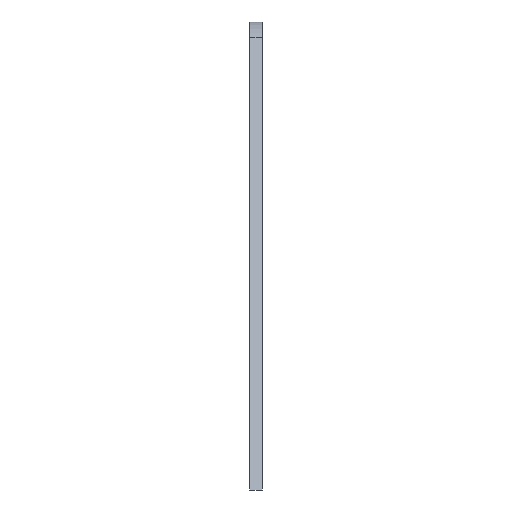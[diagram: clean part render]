
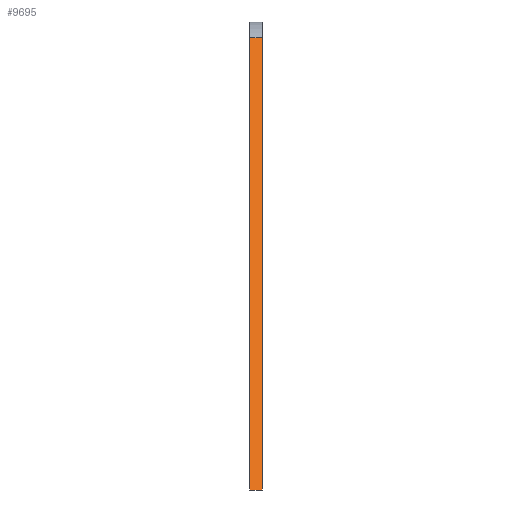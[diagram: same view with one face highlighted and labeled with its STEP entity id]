
A CAD part, left-side view. The second image highlights one B-rep face of the part: STEP entity #9695.
In plain terms, the highlighted planar face has unit normal (-0.816, 0, 0.578).
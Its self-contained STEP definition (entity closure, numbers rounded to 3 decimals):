
#142 = DIRECTION ( 'NONE',  ( 0.578, 0., 0.816 ) ) ;
#192 = DIRECTION ( 'NONE',  ( 0., 1., 0. ) ) ;
#858 = LINE ( 'NONE', #5004, #3759 ) ;
#1853 = EDGE_CURVE ( 'NONE', #11975, #16746, #16589, .T. ) ;
#2616 = CARTESIAN_POINT ( 'NONE',  ( -185.019, 0., 218.797 ) ) ;
#3101 = DIRECTION ( 'NONE',  ( -0.816, 0., 0.578 ) ) ;
#3759 = VECTOR ( 'NONE', #6723, 1000. ) ;
#4131 = ORIENTED_EDGE ( 'NONE', *, *, #12350, .T. ) ;
#4251 = EDGE_CURVE ( 'NONE', #16746, #10137, #14384, .T. ) ;
#5004 = CARTESIAN_POINT ( 'NONE',  ( -262.51, 0., 109.398 ) ) ;
#5642 = VECTOR ( 'NONE', #192, 1000. ) ;
#6216 = CARTESIAN_POINT ( 'NONE',  ( -340., 0., 0. ) ) ;
#6441 = EDGE_CURVE ( 'NONE', #11975, #17785, #858, .T. ) ;
#6503 = VECTOR ( 'NONE', #12957, 1000. ) ;
#6723 = DIRECTION ( 'NONE',  ( 0.578, 0., 0.816 ) ) ;
#7115 = CARTESIAN_POINT ( 'NONE',  ( -262.51, 6., 109.398 ) ) ;
#7506 = CARTESIAN_POINT ( 'NONE',  ( -340., 6., 0. ) ) ;
#7630 = FACE_OUTER_BOUND ( 'NONE', #18436, .T. ) ;
#8442 = CARTESIAN_POINT ( 'NONE',  ( -185.019, 6., 218.797 ) ) ;
#9695 = ADVANCED_FACE ( 'NONE', ( #7630 ), #11841, .T. ) ;
#10137 = VERTEX_POINT ( 'NONE', #8442 ) ;
#10553 = ORIENTED_EDGE ( 'NONE', *, *, #1853, .F. ) ;
#11841 = PLANE ( 'NONE',  #14636 ) ;
#11975 = VERTEX_POINT ( 'NONE', #6216 ) ;
#12350 = EDGE_CURVE ( 'NONE', #17785, #10137, #16637, .T. ) ;
#12957 = DIRECTION ( 'NONE',  ( 0.578, 0., 0.816 ) ) ;
#13274 = ORIENTED_EDGE ( 'NONE', *, *, #6441, .T. ) ;
#13374 = CARTESIAN_POINT ( 'NONE',  ( -340., 0., 0. ) ) ;
#14384 = LINE ( 'NONE', #7115, #6503 ) ;
#14636 = AXIS2_PLACEMENT_3D ( 'NONE', #13374, #3101, #142 ) ;
#14772 = VECTOR ( 'NONE', #16447, 1000. ) ;
#16447 = DIRECTION ( 'NONE',  ( 0., 1., 0. ) ) ;
#16537 = CARTESIAN_POINT ( 'NONE',  ( -185.019, 3., 218.797 ) ) ;
#16589 = LINE ( 'NONE', #17648, #5642 ) ;
#16637 = LINE ( 'NONE', #16537, #14772 ) ;
#16746 = VERTEX_POINT ( 'NONE', #7506 ) ;
#17648 = CARTESIAN_POINT ( 'NONE',  ( -340., 3., 0. ) ) ;
#17785 = VERTEX_POINT ( 'NONE', #2616 ) ;
#17963 = ORIENTED_EDGE ( 'NONE', *, *, #4251, .F. ) ;
#18436 = EDGE_LOOP ( 'NONE', ( #10553, #13274, #4131, #17963 ) ) ;
